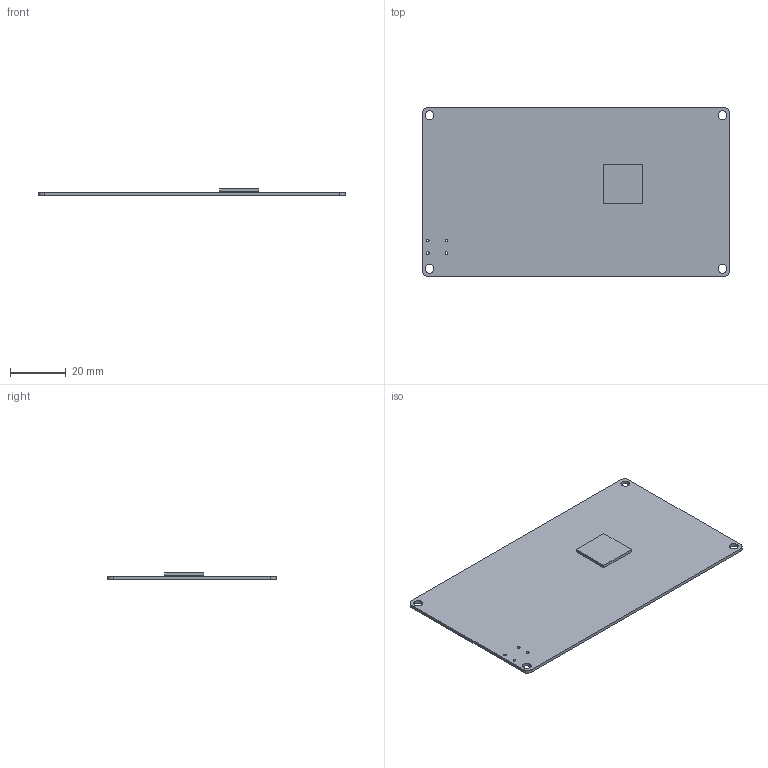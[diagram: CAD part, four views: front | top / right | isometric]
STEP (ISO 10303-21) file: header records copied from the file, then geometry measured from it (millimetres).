
FILE_DESCRIPTION(('Open CASCADE Model'),'2;1');
FILE_NAME('Open CASCADE Shape Model','2019-08-21T14:28:09',('Author'),( 'Open CASCADE'),'Open CASCADE STEP processor 6.8','Open CASCADE 6.8' ,'Unknown');
FILE_SCHEMA(('AUTOMOTIVE_DESIGN { 1 0 10303 214 1 1 1 1 }'));
Length unit declared in the file: millimetre
Products named in the file (5): PCB; Board; U1; 939555552; Extruded
Assembly tree (4 placements, depth 4):
  PCB
    Board
    U1
      939555552
        Extruded
Bounding box: 110 x 60.6 x 2.32 mm (x, y, z)
Volume: 7646.1 mm3; surface area: 14143.8 mm2
Topology: 2 solids, 2 shells, 24 faces, 60 edges, 40 vertices
Faces by surface type: cylinder 12, plane 12
Full cylindrical faces by diameter (mm): 1 x4, 3.2 x4
Entity records: 1666 total; most frequent: CARTESIAN_POINT 297, DIRECTION 254, LINE 132, VECTOR 132, ORIENTED_EDGE 120, PCURVE 120, DEFINITIONAL_REPRESENTATION 120, EDGE_CURVE 60
